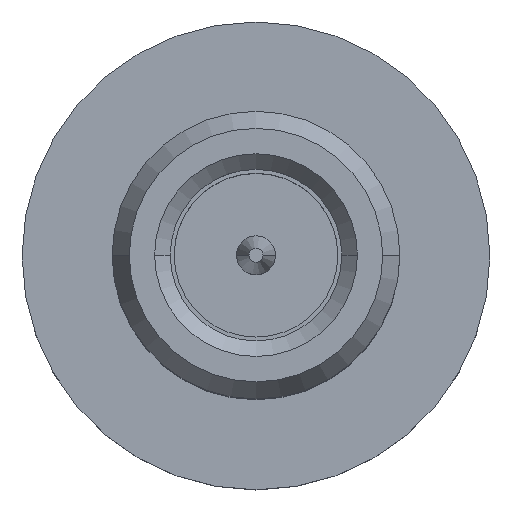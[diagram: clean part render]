
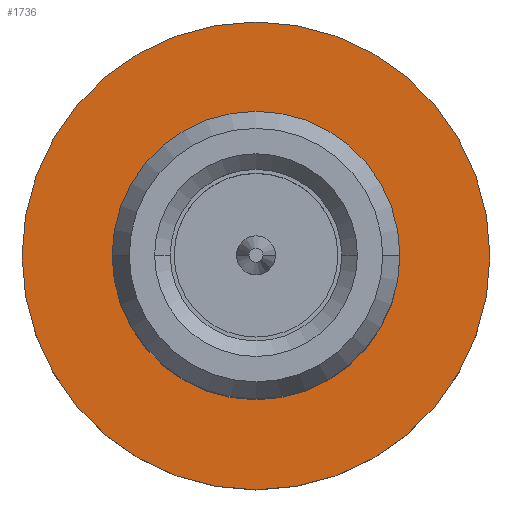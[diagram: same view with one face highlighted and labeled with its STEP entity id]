
A CAD part, top view. The second image highlights one B-rep face of the part: STEP entity #1736.
In plain terms, the highlighted planar face has unit normal (0, 0, 1).
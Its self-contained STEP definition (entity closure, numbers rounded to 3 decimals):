
#37 = CARTESIAN_POINT ( 'NONE',  ( 0., 0., -6. ) ) ;
#127 = AXIS2_PLACEMENT_3D ( 'NONE', #565, #1840, #1726 ) ;
#136 = VERTEX_POINT ( 'NONE', #287 ) ;
#158 = CARTESIAN_POINT ( 'NONE',  ( -1.845, 0., -6. ) ) ;
#212 = FACE_BOUND ( 'NONE', #2002, .T. ) ;
#243 = DIRECTION ( 'NONE',  ( 1., 0., 0. ) ) ;
#281 = CIRCLE ( 'NONE', #689, 1.845 ) ;
#287 = CARTESIAN_POINT ( 'NONE',  ( -3., 0., -6. ) ) ;
#375 = PLANE ( 'NONE',  #127 ) ;
#500 = ORIENTED_EDGE ( 'NONE', *, *, #879, .T. ) ;
#506 = EDGE_LOOP ( 'NONE', ( #1593, #500 ) ) ;
#565 = CARTESIAN_POINT ( 'NONE',  ( 0., 1.845, -6. ) ) ;
#678 = AXIS2_PLACEMENT_3D ( 'NONE', #921, #1147, #1888 ) ;
#689 = AXIS2_PLACEMENT_3D ( 'NONE', #37, #1390, #243 ) ;
#827 = CIRCLE ( 'NONE', #678, 3. ) ;
#835 = CIRCLE ( 'NONE', #1044, 3. ) ;
#861 = VERTEX_POINT ( 'NONE', #1301 ) ;
#879 = EDGE_CURVE ( 'NONE', #136, #1668, #835, .T. ) ;
#921 = CARTESIAN_POINT ( 'NONE',  ( 0., 0., -6. ) ) ;
#942 = CARTESIAN_POINT ( 'NONE',  ( 3., 0., -6. ) ) ;
#1044 = AXIS2_PLACEMENT_3D ( 'NONE', #1351, #1213, #1723 ) ;
#1143 = VERTEX_POINT ( 'NONE', #158 ) ;
#1147 = DIRECTION ( 'NONE',  ( 0., 0., 1. ) ) ;
#1207 = EDGE_CURVE ( 'NONE', #861, #1143, #281, .T. ) ;
#1213 = DIRECTION ( 'NONE',  ( 0., 0., 1. ) ) ;
#1250 = DIRECTION ( 'NONE',  ( 0., 0., 1. ) ) ;
#1256 = CARTESIAN_POINT ( 'NONE',  ( 0., 0., -6. ) ) ;
#1301 = CARTESIAN_POINT ( 'NONE',  ( 1.845, 0., -6. ) ) ;
#1351 = CARTESIAN_POINT ( 'NONE',  ( 0., 0., -6. ) ) ;
#1390 = DIRECTION ( 'NONE',  ( 0., 0., 1. ) ) ;
#1416 = ORIENTED_EDGE ( 'NONE', *, *, #1207, .F. ) ;
#1458 = FACE_OUTER_BOUND ( 'NONE', #506, .T. ) ;
#1504 = AXIS2_PLACEMENT_3D ( 'NONE', #1256, #1250, #1678 ) ;
#1593 = ORIENTED_EDGE ( 'NONE', *, *, #1633, .T. ) ;
#1597 = CIRCLE ( 'NONE', #1504, 1.845 ) ;
#1633 = EDGE_CURVE ( 'NONE', #1668, #136, #827, .T. ) ;
#1668 = VERTEX_POINT ( 'NONE', #942 ) ;
#1678 = DIRECTION ( 'NONE',  ( 1., 0., 0. ) ) ;
#1723 = DIRECTION ( 'NONE',  ( 1., 0., 0. ) ) ;
#1726 = DIRECTION ( 'NONE',  ( -1., 0., 0. ) ) ;
#1736 = ADVANCED_FACE ( 'NONE', ( #212, #1458 ), #375, .F. ) ;
#1840 = DIRECTION ( 'NONE',  ( 0., 0., -1. ) ) ;
#1888 = DIRECTION ( 'NONE',  ( 1., 0., 0. ) ) ;
#1989 = EDGE_CURVE ( 'NONE', #1143, #861, #1597, .T. ) ;
#1998 = ORIENTED_EDGE ( 'NONE', *, *, #1989, .F. ) ;
#2002 = EDGE_LOOP ( 'NONE', ( #1416, #1998 ) ) ;
